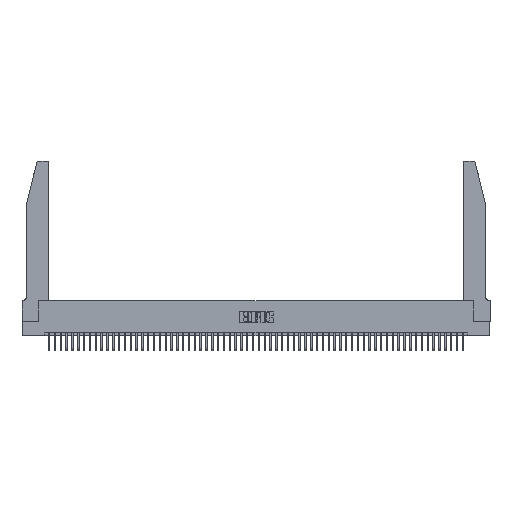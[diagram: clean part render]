
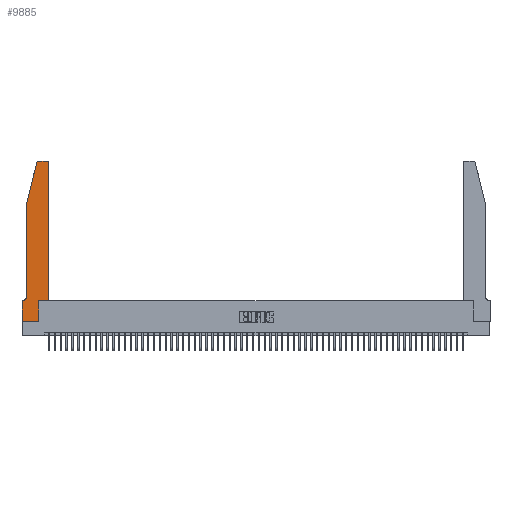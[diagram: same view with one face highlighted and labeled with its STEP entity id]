
A CAD part, top view. The second image highlights one B-rep face of the part: STEP entity #9885.
In plain terms, the highlighted planar face has unit normal (0, 0, 1).
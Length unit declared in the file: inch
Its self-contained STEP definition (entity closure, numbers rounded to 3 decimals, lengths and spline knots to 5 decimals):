
#7 = ORIENTED_EDGE ( 'NONE', *, *, #26964, .T. ) ;
#1020 = VERTEX_POINT ( 'NONE', #15215 ) ;
#1616 = LINE ( 'NONE', #26925, #42798 ) ;
#1726 = LINE ( 'NONE', #46301, #45570 ) ;
#2156 = CARTESIAN_POINT ( 'NONE',  ( 0.4505, 0.35, 0.37 ) ) ;
#2695 = EDGE_CURVE ( 'NONE', #44488, #1020, #1616, .T. ) ;
#2942 = VECTOR ( 'NONE', #28312, 39.37008 ) ;
#3191 = VERTEX_POINT ( 'NONE', #51536 ) ;
#3306 = VERTEX_POINT ( 'NONE', #39521 ) ;
#3627 = EDGE_CURVE ( 'NONE', #1020, #29855, #52605, .T. ) ;
#3859 = CARTESIAN_POINT ( 'NONE',  ( 0.4205, 2.72, 0.37 ) ) ;
#5612 = VECTOR ( 'NONE', #16822, 39.37008 ) ;
#5769 = EDGE_CURVE ( 'NONE', #18159, #24381, #27116, .T. ) ;
#6055 = CARTESIAN_POINT ( 'NONE',  ( 0.284, 2.75, 0.37 ) ) ;
#6534 = DIRECTION ( 'NONE',  ( 0., 0., -1. ) ) ;
#6613 = ORIENTED_EDGE ( 'NONE', *, *, #9936, .T. ) ;
#6992 = LINE ( 'NONE', #10666, #38209 ) ;
#7375 = VECTOR ( 'NONE', #27413, 39.37008 ) ;
#7587 = EDGE_CURVE ( 'NONE', #24381, #3191, #25247, .T. ) ;
#8110 = DIRECTION ( 'NONE',  ( 1., 0., 0. ) ) ;
#8305 = CIRCLE ( 'NONE', #33324, 0.07 ) ;
#8339 = EDGE_LOOP ( 'NONE', ( #36652, #44927, #30586, #6613, #7, #24519, #9066, #13147, #30698, #26011, #33632, #44248 ) ) ;
#9066 = ORIENTED_EDGE ( 'NONE', *, *, #3627, .T. ) ;
#9426 = DIRECTION ( 'NONE',  ( 0., 0., 1. ) ) ;
#9885 = ADVANCED_FACE ( 'NONE', ( #15677 ), #48785, .T. ) ;
#9936 = EDGE_CURVE ( 'NONE', #40001, #25876, #16994, .T. ) ;
#10114 = VECTOR ( 'NONE', #41888, 39.37008 ) ;
#10666 = CARTESIAN_POINT ( 'NONE',  ( 0.2865, 0.35, 0.37 ) ) ;
#13147 = ORIENTED_EDGE ( 'NONE', *, *, #43014, .T. ) ;
#13430 = AXIS2_PLACEMENT_3D ( 'NONE', #34889, #9426, #39186 ) ;
#14935 = CARTESIAN_POINT ( 'NONE',  ( 0.4505, 2.72, 0.37 ) ) ;
#14945 = DIRECTION ( 'NONE',  ( 0., 1., 0. ) ) ;
#14986 = DIRECTION ( 'NONE',  ( 1., 0., 0. ) ) ;
#15215 = CARTESIAN_POINT ( 'NONE',  ( 0., 0.35, 0.37 ) ) ;
#15677 = FACE_OUTER_BOUND ( 'NONE', #8339, .T. ) ;
#16364 = AXIS2_PLACEMENT_3D ( 'NONE', #3859, #33525, #8110 ) ;
#16822 = DIRECTION ( 'NONE',  ( 1., 0., 0. ) ) ;
#16994 = LINE ( 'NONE', #49143, #48242 ) ;
#17096 = AXIS2_PLACEMENT_3D ( 'NONE', #53005, #40465, #14986 ) ;
#18159 = VERTEX_POINT ( 'NONE', #32430 ) ;
#18169 = EDGE_CURVE ( 'NONE', #19440, #29490, #34121, .T. ) ;
#19440 = VERTEX_POINT ( 'NONE', #2156 ) ;
#19444 = DIRECTION ( 'NONE',  ( 0., -1., 0. ) ) ;
#19600 = CARTESIAN_POINT ( 'NONE',  ( 0.0755, 0.42, 0.37 ) ) ;
#20816 = CARTESIAN_POINT ( 'NONE',  ( 0.0055, 0.35, 0.37 ) ) ;
#20916 = CARTESIAN_POINT ( 'NONE',  ( 0.0755, 2., 0.37 ) ) ;
#21602 = EDGE_CURVE ( 'NONE', #3191, #40001, #42608, .T. ) ;
#21948 = CARTESIAN_POINT ( 'NONE',  ( 0., 0., 0.37 ) ) ;
#22858 = DIRECTION ( 'NONE',  ( -1., 0., 0. ) ) ;
#23341 = CARTESIAN_POINT ( 'NONE',  ( 0.0755, 2., 0.37 ) ) ;
#24381 = VERTEX_POINT ( 'NONE', #6055 ) ;
#24519 = ORIENTED_EDGE ( 'NONE', *, *, #2695, .T. ) ;
#25247 = CIRCLE ( 'NONE', #13430, 0.03 ) ;
#25876 = VERTEX_POINT ( 'NONE', #19600 ) ;
#26011 = ORIENTED_EDGE ( 'NONE', *, *, #40564, .T. ) ;
#26925 = CARTESIAN_POINT ( 'NONE',  ( 0.0755, 0.35, 0.37 ) ) ;
#26964 = EDGE_CURVE ( 'NONE', #25876, #44488, #8305, .T. ) ;
#27116 = LINE ( 'NONE', #47573, #48388 ) ;
#27413 = DIRECTION ( 'NONE',  ( -0.239, -0.971, 0. ) ) ;
#28312 = DIRECTION ( 'NONE',  ( 0., 1., 0. ) ) ;
#29490 = VERTEX_POINT ( 'NONE', #14935 ) ;
#29855 = VERTEX_POINT ( 'NONE', #21948 ) ;
#30586 = ORIENTED_EDGE ( 'NONE', *, *, #21602, .T. ) ;
#30698 = ORIENTED_EDGE ( 'NONE', *, *, #43248, .T. ) ;
#31939 = CARTESIAN_POINT ( 'NONE',  ( 0.0055, 0.42, 0.37 ) ) ;
#32430 = CARTESIAN_POINT ( 'NONE',  ( 0.4205, 2.75, 0.37 ) ) ;
#32868 = VERTEX_POINT ( 'NONE', #38757 ) ;
#33324 = AXIS2_PLACEMENT_3D ( 'NONE', #31939, #6534, #36271 ) ;
#33525 = DIRECTION ( 'NONE',  ( 0., 0., 1. ) ) ;
#33632 = ORIENTED_EDGE ( 'NONE', *, *, #18169, .T. ) ;
#34121 = LINE ( 'NONE', #53716, #2942 ) ;
#34889 = CARTESIAN_POINT ( 'NONE',  ( 0.284, 2.72, 0.37 ) ) ;
#36271 = DIRECTION ( 'NONE',  ( -1., 0., 0. ) ) ;
#36652 = ORIENTED_EDGE ( 'NONE', *, *, #5769, .T. ) ;
#37623 = CARTESIAN_POINT ( 'NONE',  ( 0., 0., 0.37 ) ) ;
#38148 = LINE ( 'NONE', #46552, #5612 ) ;
#38209 = VECTOR ( 'NONE', #14945, 39.37008 ) ;
#38757 = CARTESIAN_POINT ( 'NONE',  ( 0.2865, 0., 0.37 ) ) ;
#39186 = DIRECTION ( 'NONE',  ( 1., 0., 0. ) ) ;
#39521 = CARTESIAN_POINT ( 'NONE',  ( 0.2865, 0.35, 0.37 ) ) ;
#39930 = EDGE_CURVE ( 'NONE', #29490, #18159, #45564, .T. ) ;
#40001 = VERTEX_POINT ( 'NONE', #20916 ) ;
#40465 = DIRECTION ( 'NONE',  ( 0., 0., 1. ) ) ;
#40564 = EDGE_CURVE ( 'NONE', #3306, #19440, #1726, .T. ) ;
#41888 = DIRECTION ( 'NONE',  ( 0., -1., 0. ) ) ;
#42046 = DIRECTION ( 'NONE',  ( 1., 0., 0. ) ) ;
#42608 = LINE ( 'NONE', #23341, #7375 ) ;
#42798 = VECTOR ( 'NONE', #22858, 39.37008 ) ;
#43014 = EDGE_CURVE ( 'NONE', #29855, #32868, #38148, .T. ) ;
#43248 = EDGE_CURVE ( 'NONE', #32868, #3306, #6992, .T. ) ;
#43339 = DIRECTION ( 'NONE',  ( -1., 0., 0. ) ) ;
#44248 = ORIENTED_EDGE ( 'NONE', *, *, #39930, .T. ) ;
#44488 = VERTEX_POINT ( 'NONE', #20816 ) ;
#44927 = ORIENTED_EDGE ( 'NONE', *, *, #7587, .T. ) ;
#45564 = CIRCLE ( 'NONE', #16364, 0.03 ) ;
#45570 = VECTOR ( 'NONE', #42046, 39.37008 ) ;
#46301 = CARTESIAN_POINT ( 'NONE',  ( 0.4505, 0.35, 0.37 ) ) ;
#46552 = CARTESIAN_POINT ( 'NONE',  ( 0., 0., 0.37 ) ) ;
#47573 = CARTESIAN_POINT ( 'NONE',  ( 0.2605, 2.75, 0.37 ) ) ;
#48242 = VECTOR ( 'NONE', #19444, 39.37008 ) ;
#48388 = VECTOR ( 'NONE', #43339, 39.37008 ) ;
#48785 = PLANE ( 'NONE',  #17096 ) ;
#49143 = CARTESIAN_POINT ( 'NONE',  ( 0.0755, 2., 0.37 ) ) ;
#51536 = CARTESIAN_POINT ( 'NONE',  ( 0.25487, 2.72718, 0.37 ) ) ;
#52605 = LINE ( 'NONE', #37623, #10114 ) ;
#53005 = CARTESIAN_POINT ( 'NONE',  ( 0., 0.35, 0.37 ) ) ;
#53716 = CARTESIAN_POINT ( 'NONE',  ( 0.4505, 0.35, 0.37 ) ) ;
